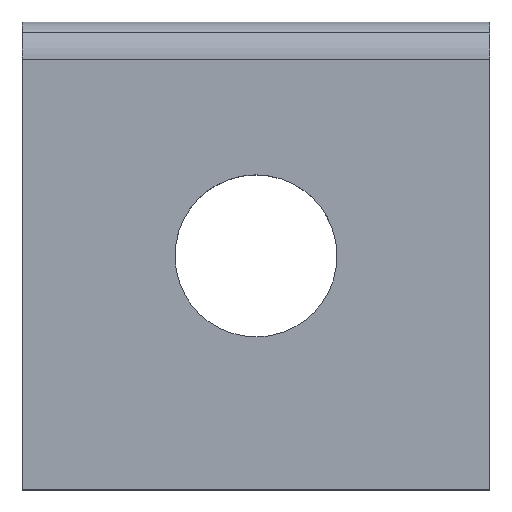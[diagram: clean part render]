
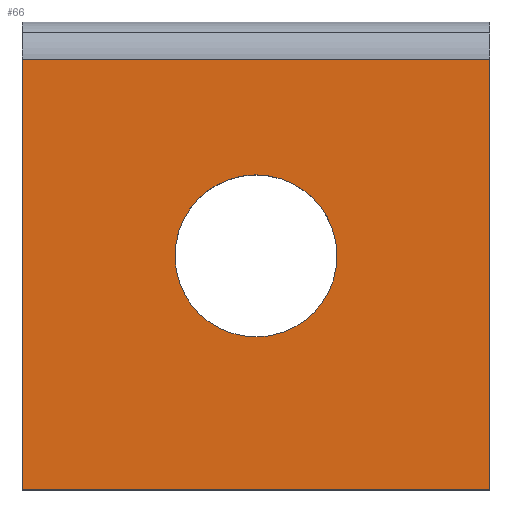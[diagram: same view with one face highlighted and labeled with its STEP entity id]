
A CAD part, top view. The second image highlights one B-rep face of the part: STEP entity #66.
In plain terms, the highlighted planar face has unit normal (0, 0, 1).
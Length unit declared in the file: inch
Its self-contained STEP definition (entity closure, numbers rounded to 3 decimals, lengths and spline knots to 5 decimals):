
#66=ADVANCED_FACE('',(#137,#138),#139,.F.);
#137=FACE_OUTER_BOUND('',#225,.T.);
#138=FACE_BOUND('',#226,.T.);
#139=PLANE('',#227);
#225=EDGE_LOOP('',(#389,#390,#391,#392));
#226=EDGE_LOOP('',(#393,#394,#395,#396));
#227=AXIS2_PLACEMENT_3D('',#397,#398,#399);
#389=ORIENTED_EDGE('',*,*,#528,.F.);
#390=ORIENTED_EDGE('',*,*,#530,.T.);
#391=ORIENTED_EDGE('',*,*,#531,.T.);
#392=ORIENTED_EDGE('',*,*,#504,.T.);
#393=ORIENTED_EDGE('',*,*,#512,.T.);
#394=ORIENTED_EDGE('',*,*,#524,.T.);
#395=ORIENTED_EDGE('',*,*,#532,.T.);
#396=ORIENTED_EDGE('',*,*,#533,.T.);
#397=CARTESIAN_POINT('',(0.40624,-0.28125,1.25));
#398=DIRECTION('',(0.0,0.0,-1.0));
#399=DIRECTION('',(0.0,-1.0,0.0));
#504=EDGE_CURVE('',#599,#596,#600,.T.);
#512=EDGE_CURVE('',#613,#611,#614,.T.);
#524=EDGE_CURVE('',#611,#630,#632,.T.);
#528=EDGE_CURVE('',#636,#596,#638,.T.);
#530=EDGE_CURVE('',#636,#640,#641,.T.);
#531=EDGE_CURVE('',#640,#599,#642,.T.);
#532=EDGE_CURVE('',#630,#643,#644,.T.);
#533=EDGE_CURVE('',#643,#613,#645,.T.);
#596=VERTEX_POINT('',#734);
#599=VERTEX_POINT('',#737);
#600=LINE('',#738,#739);
#611=VERTEX_POINT('',#756);
#613=VERTEX_POINT('',#759);
#614=B_SPLINE_CURVE_WITH_KNOTS('',3,(#760,#761,#762,#763),.UNSPECIFIED.,.F.,.F.,(4,4),(0.0,1.0),.UNSPECIFIED.);
#630=VERTEX_POINT('',#793);
#632=B_SPLINE_CURVE_WITH_KNOTS('',3,(#796,#797,#798,#799),.UNSPECIFIED.,.F.,.F.,(4,4),(0.0,1.0),.UNSPECIFIED.);
#636=VERTEX_POINT('',#804);
#638=LINE('',#806,#807);
#640=VERTEX_POINT('',#809);
#641=LINE('',#810,#811);
#642=LINE('',#812,#813);
#643=VERTEX_POINT('',#814);
#644=B_SPLINE_CURVE_WITH_KNOTS('',3,(#815,#816,#817,#818),.UNSPECIFIED.,.F.,.F.,(4,4),(0.0,1.0),.UNSPECIFIED.);
#645=B_SPLINE_CURVE_WITH_KNOTS('',3,(#819,#820,#821,#822),.UNSPECIFIED.,.F.,.F.,(4,4),(0.0,1.0),.UNSPECIFIED.);
#734=CARTESIAN_POINT('',(0.81249,0.06,1.25));
#737=CARTESIAN_POINT('',(0.81249,-0.6875,1.25));
#738=CARTESIAN_POINT('',(0.81249,-0.6875,1.25));
#739=VECTOR('',#898,1.0);
#756=CARTESIAN_POINT('',(0.40624,-0.42187,1.25));
#759=CARTESIAN_POINT('',(0.54687,-0.28125,1.25));
#760=CARTESIAN_POINT('',(0.54687,-0.28125,1.25));
#761=CARTESIAN_POINT('',(0.54687,-0.35893,1.25));
#762=CARTESIAN_POINT('',(0.48392,-0.42187,1.25));
#763=CARTESIAN_POINT('',(0.40624,-0.42187,1.25));
#793=CARTESIAN_POINT('',(0.26563,-0.28125,1.25));
#796=CARTESIAN_POINT('',(0.40624,-0.42187,1.25));
#797=CARTESIAN_POINT('',(0.32858,-0.42187,1.25));
#798=CARTESIAN_POINT('',(0.26563,-0.35893,1.25));
#799=CARTESIAN_POINT('',(0.26563,-0.28125,1.25));
#804=CARTESIAN_POINT('',(-0.00001,0.06,1.25));
#806=CARTESIAN_POINT('',(0.40624,0.06,1.25));
#807=VECTOR('',#916,1.0);
#809=CARTESIAN_POINT('',(-0.00001,-0.6875,1.25));
#810=CARTESIAN_POINT('',(-0.00001,0.125,1.25));
#811=VECTOR('',#917,1.0);
#812=CARTESIAN_POINT('',(-0.00001,-0.6875,1.25));
#813=VECTOR('',#918,1.0);
#814=CARTESIAN_POINT('',(0.40624,-0.14063,1.25));
#815=CARTESIAN_POINT('',(0.26563,-0.28125,1.25));
#816=CARTESIAN_POINT('',(0.26563,-0.20359,1.25));
#817=CARTESIAN_POINT('',(0.32858,-0.14063,1.25));
#818=CARTESIAN_POINT('',(0.40624,-0.14063,1.25));
#819=CARTESIAN_POINT('',(0.40624,-0.14063,1.25));
#820=CARTESIAN_POINT('',(0.48392,-0.14063,1.25));
#821=CARTESIAN_POINT('',(0.54687,-0.20359,1.25));
#822=CARTESIAN_POINT('',(0.54687,-0.28125,1.25));
#898=DIRECTION('',(0.0,1.0,0.0));
#916=DIRECTION('',(1.0,0.0,0.0));
#917=DIRECTION('',(0.0,-1.0,0.0));
#918=DIRECTION('',(1.0,0.0,0.0));
